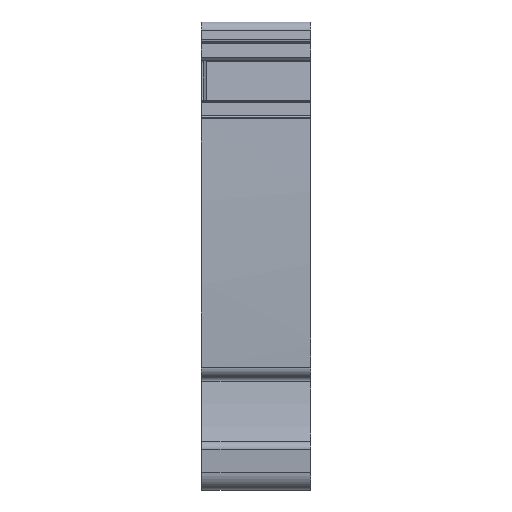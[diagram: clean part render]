
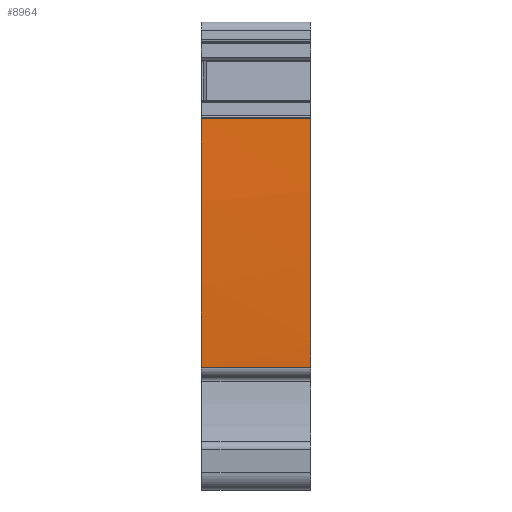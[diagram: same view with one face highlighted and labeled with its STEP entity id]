
A CAD part, front view. The second image highlights one B-rep face of the part: STEP entity #8964.
In plain terms, the highlighted cylindrical face has radius 230.64 mm (diameter 461.28 mm), a partial arc.
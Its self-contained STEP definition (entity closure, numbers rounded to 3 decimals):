
#8929=AXIS2_PLACEMENT_3D('Cylinder Axis2P3D',#8926,#8927,#8928) ;
#8933=AXIS2_PLACEMENT_3D('Circle Axis2P3D',#8931,#8932,$) ;
#8940=AXIS2_PLACEMENT_3D('Circle Axis2P3D',#8938,#8939,$) ;
#8947=AXIS2_PLACEMENT_3D('Circle Axis2P3D',#8945,#8946,$) ;
#8904=CARTESIAN_POINT('Vertex',(12.,1.529,13.45)) ;
#8907=CARTESIAN_POINT('Line Origine',(6.,1.529,13.45)) ;
#8911=CARTESIAN_POINT('Vertex',(0.,1.529,13.45)) ;
#8926=CARTESIAN_POINT('Axis2P3D Location',(5.39,231.877,25.05)) ;
#8931=CARTESIAN_POINT('Axis2P3D Location',(0.,231.877,25.05)) ;
#8935=CARTESIAN_POINT('Vertex',(0.,1.776,40.814)) ;
#8938=CARTESIAN_POINT('Axis2P3D Location',(12.,231.877,25.05)) ;
#8942=CARTESIAN_POINT('Vertex',(12.,1.379,16.95)) ;
#8945=CARTESIAN_POINT('Axis2P3D Location',(12.,231.877,25.05)) ;
#8949=CARTESIAN_POINT('Vertex',(12.,1.776,40.814)) ;
#8952=CARTESIAN_POINT('Line Origine',(5.39,1.776,40.814)) ;
#8908=DIRECTION('Vector Direction',(1.,0.,0.)) ;
#8927=DIRECTION('Axis2P3D Direction',(1.,0.,0.)) ;
#8928=DIRECTION('Axis2P3D XDirection',(0.,-0.998,0.068)) ;
#8932=DIRECTION('Axis2P3D Direction',(1.,0.,0.)) ;
#8939=DIRECTION('Axis2P3D Direction',(1.,0.,0.)) ;
#8946=DIRECTION('Axis2P3D Direction',(1.,0.,0.)) ;
#8953=DIRECTION('Vector Direction',(1.,0.,0.)) ;
#8909=VECTOR('Line Direction',#8908,1.) ;
#8954=VECTOR('Line Direction',#8953,1.) ;
#8958=ORIENTED_EDGE('',*,*,#8937,.T.) ;
#8959=ORIENTED_EDGE('',*,*,#8913,.F.) ;
#8960=ORIENTED_EDGE('',*,*,#8944,.F.) ;
#8961=ORIENTED_EDGE('',*,*,#8951,.F.) ;
#8962=ORIENTED_EDGE('',*,*,#8956,.T.) ;
#8964=ADVANCED_FACE('V1',(#8963),#8930,.T.) ;
#8934=CIRCLE('generated circle',#8933,230.64) ;
#8941=CIRCLE('generated circle',#8940,230.64) ;
#8948=CIRCLE('generated circle',#8947,230.64) ;
#8930=CYLINDRICAL_SURFACE('generated cylinder',#8929,230.64) ;
#8913=EDGE_CURVE('',#8905,#8912,#8910,.F.) ;
#8937=EDGE_CURVE('',#8936,#8912,#8934,.T.) ;
#8944=EDGE_CURVE('',#8943,#8905,#8941,.T.) ;
#8951=EDGE_CURVE('',#8950,#8943,#8948,.T.) ;
#8956=EDGE_CURVE('',#8950,#8936,#8955,.F.) ;
#8957=EDGE_LOOP('',(#8958,#8959,#8960,#8961,#8962)) ;
#8963=FACE_OUTER_BOUND('',#8957,.T.) ;
#8910=LINE('Line',#8907,#8909) ;
#8955=LINE('Line',#8952,#8954) ;
#8905=VERTEX_POINT('',#8904) ;
#8912=VERTEX_POINT('',#8911) ;
#8936=VERTEX_POINT('',#8935) ;
#8943=VERTEX_POINT('',#8942) ;
#8950=VERTEX_POINT('',#8949) ;
